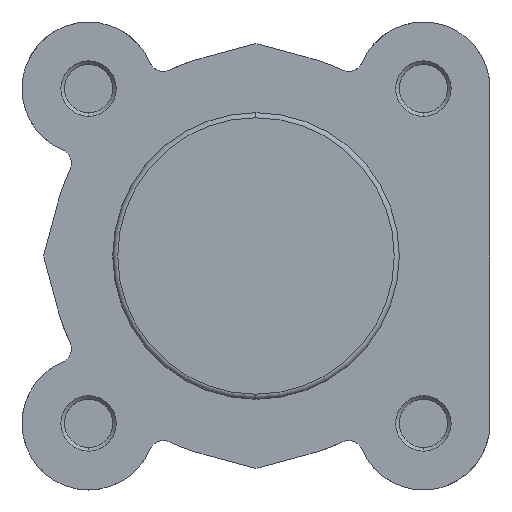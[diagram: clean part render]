
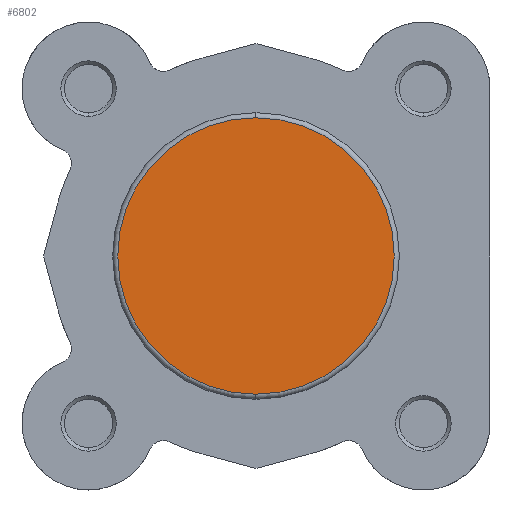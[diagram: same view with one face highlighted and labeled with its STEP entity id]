
A CAD part, left-side view. The second image highlights one B-rep face of the part: STEP entity #6802.
In plain terms, the highlighted planar face has unit normal (-1, 0, 0).
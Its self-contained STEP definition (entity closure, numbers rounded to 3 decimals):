
#401 = CARTESIAN_POINT ( 'NONE',  ( 0., 0., -19.2 ) ) ;
#413 = CARTESIAN_POINT ( 'NONE',  ( 0., 0., 19.2 ) ) ;
#445 = VERTEX_POINT ( 'NONE', #413 ) ;
#457 = VERTEX_POINT ( 'NONE', #401 ) ;
#1344 = EDGE_LOOP ( 'NONE', ( #5801, #5800 ) ) ;
#2820 = CARTESIAN_POINT ( 'NONE',  ( 0., 0., 0. ) ) ;
#2826 = DIRECTION ( 'NONE',  ( -1., 0., 0. ) ) ;
#2827 = DIRECTION ( 'NONE',  ( 0., 0., -1. ) ) ;
#2884 = CARTESIAN_POINT ( 'NONE',  ( 0., 0., 0. ) ) ;
#2894 = DIRECTION ( 'NONE',  ( -1., 0., 0. ) ) ;
#2895 = DIRECTION ( 'NONE',  ( 0., 0., -1. ) ) ;
#3239 = CARTESIAN_POINT ( 'NONE',  ( 0., 12.5, 0. ) ) ;
#3240 = PLANE ( 'NONE',  #5083 ) ;
#3241 = DIRECTION ( 'NONE',  ( 1., 0., 0. ) ) ;
#3242 = DIRECTION ( 'NONE',  ( 0., 0., -1. ) ) ;
#4505 = EDGE_CURVE ( 'NONE', #457, #445, #6760, .T. ) ;
#4534 = EDGE_CURVE ( 'NONE', #445, #457, #5176, .T. ) ;
#4994 = AXIS2_PLACEMENT_3D ( 'NONE', #2820, #2826, #2827 ) ;
#5003 = AXIS2_PLACEMENT_3D ( 'NONE', #2884, #2894, #2895 ) ;
#5083 = AXIS2_PLACEMENT_3D ( 'NONE', #3239, #3241, #3242 ) ;
#5176 = CIRCLE ( 'NONE', #5003, 19.2 ) ;
#5382 = FACE_OUTER_BOUND ( 'NONE', #1344, .T. ) ;
#5800 = ORIENTED_EDGE ( 'NONE', *, *, #4534, .T. ) ;
#5801 = ORIENTED_EDGE ( 'NONE', *, *, #4505, .T. ) ;
#6760 = CIRCLE ( 'NONE', #4994, 19.2 ) ;
#6802 = ADVANCED_FACE ( 'NONE', ( #5382 ), #3240, .F. ) ;
